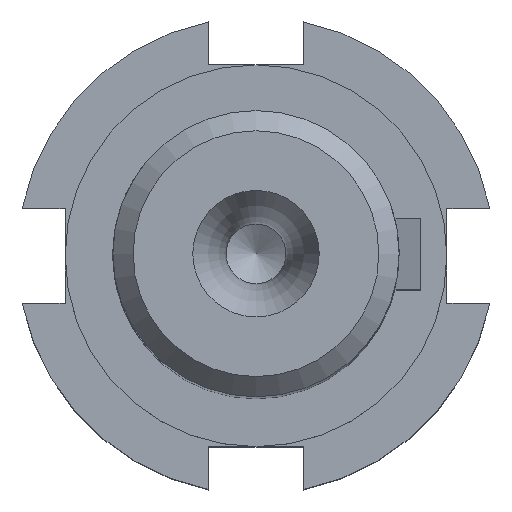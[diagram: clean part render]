
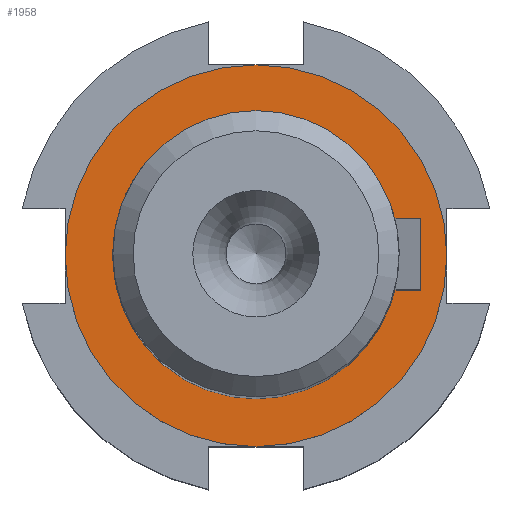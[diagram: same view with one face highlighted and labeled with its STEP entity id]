
A CAD part, top view. The second image highlights one B-rep face of the part: STEP entity #1958.
In plain terms, the highlighted planar face has unit normal (0, 0, 1).
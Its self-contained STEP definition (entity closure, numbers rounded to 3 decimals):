
#42=PLANE('',#2103);
#433=ORIENTED_EDGE('',*,*,#729,.T.);
#434=ORIENTED_EDGE('',*,*,#724,.F.);
#724=EDGE_CURVE('',#890,#890,#986,.T.);
#729=EDGE_CURVE('',#895,#895,#991,.T.);
#890=VERTEX_POINT('',#2793);
#895=VERTEX_POINT('',#2804);
#986=CIRCLE('',#2096,6.);
#991=CIRCLE('',#2102,8.);
#1083=EDGE_LOOP('',(#433));
#1084=EDGE_LOOP('',(#434));
#1213=FACE_BOUND('',#1083,.T.);
#1214=FACE_BOUND('',#1084,.T.);
#1958=ADVANCED_FACE('',(#1213,#1214),#42,.T.);
#2096=AXIS2_PLACEMENT_3D('',#2792,#2360,#2361);
#2102=AXIS2_PLACEMENT_3D('',#2803,#2372,#2373);
#2103=AXIS2_PLACEMENT_3D('',#2805,#2374,#2375);
#2360=DIRECTION('',(0.,0.,1.));
#2361=DIRECTION('',(1.,0.,0.));
#2372=DIRECTION('',(0.,0.,1.));
#2373=DIRECTION('',(1.,0.,0.));
#2374=DIRECTION('',(0.,0.,1.));
#2375=DIRECTION('',(0.,1.,0.));
#2792=CARTESIAN_POINT('',(0.,0.,46.6));
#2793=CARTESIAN_POINT('',(6.,0.,46.6));
#2803=CARTESIAN_POINT('',(0.,0.,46.6));
#2804=CARTESIAN_POINT('',(8.,0.,46.6));
#2805=CARTESIAN_POINT('',(0.,0.,46.6));
